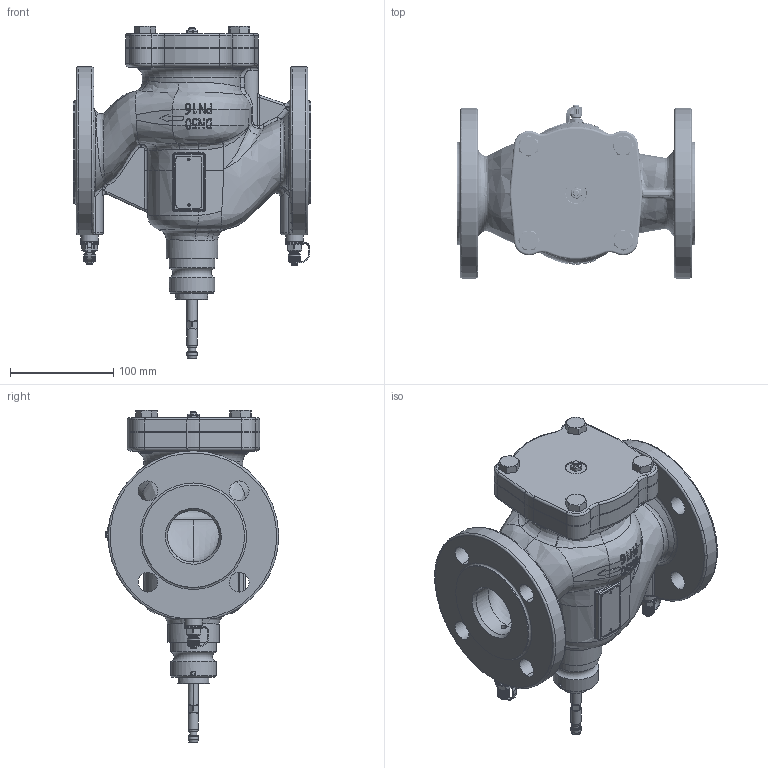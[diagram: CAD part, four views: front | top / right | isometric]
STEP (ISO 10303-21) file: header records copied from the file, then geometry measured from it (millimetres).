
FILE_DESCRIPTION(/* description */ (''),/* implementation_level */ '2;1');
FILE_NAME(/* name */ 'VPF44.50F.stp',/* time_stamp */ '2020-07-24T10:17:23+08:00',/* author */ (''),/* organization */ (''),/* preprocessor_version */ 'ST-DEVELOPER v16.7',/* originating_system */ 'SIEMENS PLM Software NX 12.0',/* authorisation */ '');
FILE_SCHEMA (('AUTOMOTIVE_DESIGN { 1 0 10303 214 3 1 1 1 }'));
Products named in the file (14): A5W90002804_DES_RS-E_007_2-DN65 spindle; A5W90008856_DES_RS-A_001_2-locknut M6; A5W90003282_DES_RS-AH_009_3-DN50 guide stem; A5W90002882_DES_RS-AL_011_2-DN50 blind flange machined; A5W90008991_DES_RS-AB_002_3-PT plug G1_4 Red; A5W90007086_DES_RS-B_002_2-L PICV Name Plate _EU_; A5W90002783_DES_RS-A_002_2-M5 screw; A5W90002825_DES_RS-A_003_2-M12 bolt; A5W90002817_DES_RS-AE_007_3-Scale; A5W90002855_DES_RS-AR_016_2-DN50 valve body machined; A5W90008992_DES_RS-AB_002_4-PT plug  G 1_4 Blue; A5W90002883_DES_RS-AD_005_2-DN50 RV and pre-setting complete; A5W90002880_DES_RS-AG_008_2-DN50 DPR complete; VPF44.50F_stp
Assembly tree (18 placements, depth 3):
  VPF44.50F_stp
    A5W90002855_DES_RS-AR_016_2-DN50 valve body machined
    A5W90002817_DES_RS-AE_007_3-Scale
    A5W90002880_DES_RS-AG_008_2-DN50 DPR complete
      A5W90002882_DES_RS-AL_011_2-DN50 blind flange machined
      A5W90003282_DES_RS-AH_009_3-DN50 guide stem
      A5W90008856_DES_RS-A_001_2-locknut M6
    A5W90002825_DES_RS-A_003_2-M12 bolt  x4
    A5W90002783_DES_RS-A_002_2-M5 screw
    A5W90002883_DES_RS-AD_005_2-DN50 RV and pre-setting complete
      A5W90002804_DES_RS-E_007_2-DN65 spindle
    A5W90007086_DES_RS-B_002_2-L PICV Name Plate _EU_
    A5W90008991_DES_RS-AB_002_3-PT plug G1_4 Red
    A5W90008992_DES_RS-AB_002_4-PT plug  G 1_4 Blue  x2
      A5W90008991_DES_RS-AB_002_3-PT plug G1_4 Red
Bounding box: 230 x 167.46 x 321.1 mm (x, y, z)
Volume: 1834500 mm3; surface area: 393610.1 mm2
Topology: 36 solids, 36 shells, 3379 faces, 8774 edges, 5514 vertices
Faces by surface type: plane 1730, cylinder 892, cone 346, bspline 201, torus 116, extrusion 83, sphere 11
Full cylindrical faces by diameter (mm): 2 x2, 2.2 x2, 3 x14, 3.9 x3, 4 x2, 4.2 x1, 4.5 x1, 5 x10, 6 x6, 6.5 x4, 7 x1, 8 x2, 8.46 x3, 8.8 x3, 9 x3, 9.5 x3, 9.6 x1, 9.728 x3, 10 x3, 10.2 x4, 11 x3, 11.5 x3, 11.7 x6, 12.1 x1, 13.157 x3, 13.2 x3, 14 x4, 16.4 x3, 17 x6, 19 x4
Entity records: 86236 total; most frequent: CARTESIAN_POINT 43899, ORIENTED_EDGE 9028, DIRECTION 7746, EDGE_CURVE 4514, VERTEX_POINT 2935, AXIS2_PLACEMENT_3D 2806, EDGE_LOOP 2197, VECTOR 2134
